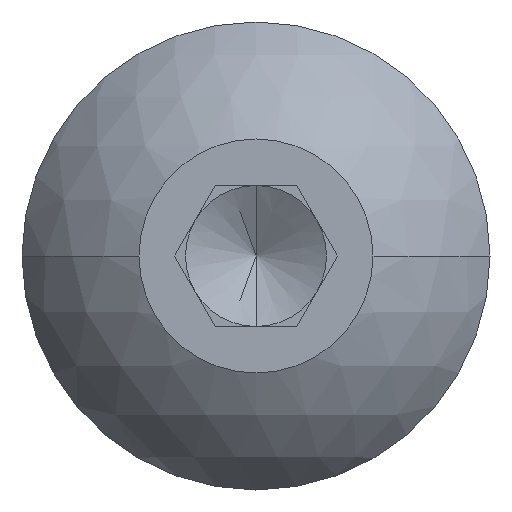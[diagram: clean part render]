
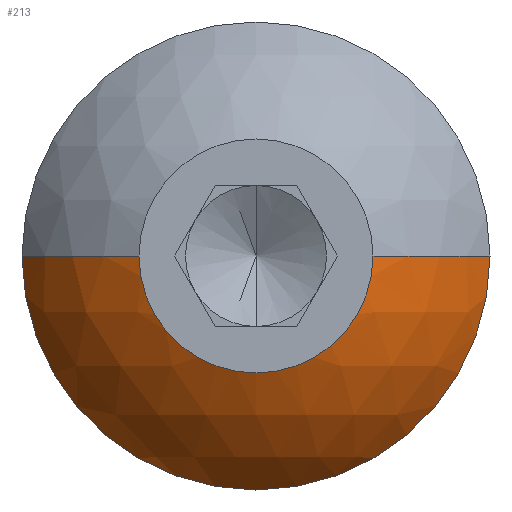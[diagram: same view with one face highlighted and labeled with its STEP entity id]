
A CAD part, left-side view. The second image highlights one B-rep face of the part: STEP entity #213.
In plain terms, the highlighted spherical face has radius 4.584 mm.
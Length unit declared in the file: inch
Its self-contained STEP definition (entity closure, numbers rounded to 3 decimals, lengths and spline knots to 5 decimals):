
#74 = VERTEX_POINT ( 'NONE', #409 ) ;
#85 = VERTEX_POINT ( 'NONE', #393 ) ;
#87 = EDGE_CURVE ( 'NONE', #85, #74, #392, .T. ) ;
#113 = VERTEX_POINT ( 'NONE', #330 ) ;
#114 = ORIENTED_EDGE ( 'NONE', *, *, #115, .T. ) ;
#115 = EDGE_CURVE ( 'NONE', #113, #116, #329, .T. ) ;
#116 = VERTEX_POINT ( 'NONE', #324 ) ;
#117 = ORIENTED_EDGE ( 'NONE', *, *, #118, .F. ) ;
#118 = EDGE_CURVE ( 'NONE', #119, #116, #323, .T. ) ;
#119 = VERTEX_POINT ( 'NONE', #318 ) ;
#120 = ORIENTED_EDGE ( 'NONE', *, *, #121, .F. ) ;
#121 = EDGE_CURVE ( 'NONE', #85, #119, #315, .T. ) ;
#210 = EDGE_LOOP ( 'NONE', ( #214, #215, #114, #117, #120 ) ) ;
#213 = ADVANCED_FACE ( 'NONE', ( #546 ), #545, .T. ) ;
#214 = ORIENTED_EDGE ( 'NONE', *, *, #87, .T. ) ;
#215 = ORIENTED_EDGE ( 'NONE', *, *, #216, .T. ) ;
#216 = EDGE_CURVE ( 'NONE', #74, #113, #539, .T. ) ;
#312 = DIRECTION ( 'NONE',  ( 1., 0., 0. ) ) ;
#313 = DIRECTION ( 'NONE',  ( 0., 0., 1. ) ) ;
#314 = AXIS2_PLACEMENT_3D ( 'NONE', #317, #313, #312 ) ;
#315 = CIRCLE ( 'NONE', #314, 0.18048 ) ;
#317 = CARTESIAN_POINT ( 'NONE',  ( 0.16275, 0., 0. ) ) ;
#318 = CARTESIAN_POINT ( 'NONE',  ( 0., 0.078, 0. ) ) ;
#319 = DIRECTION ( 'NONE',  ( 0., 0., 1. ) ) ;
#320 = DIRECTION ( 'NONE',  ( -1., 0., 0. ) ) ;
#321 = CARTESIAN_POINT ( 'NONE',  ( 0., 0., 0. ) ) ;
#322 = AXIS2_PLACEMENT_3D ( 'NONE', #321, #320, #319 ) ;
#323 = CIRCLE ( 'NONE', #322, 0.078 ) ;
#324 = CARTESIAN_POINT ( 'NONE',  ( 0., -0.078, 0. ) ) ;
#325 = DIRECTION ( 'NONE',  ( 0., 1., 0. ) ) ;
#326 = DIRECTION ( 'NONE',  ( 0., 0., -1. ) ) ;
#327 = CARTESIAN_POINT ( 'NONE',  ( 0.16275, 0., 0. ) ) ;
#328 = AXIS2_PLACEMENT_3D ( 'NONE', #327, #326, #325 ) ;
#329 = CIRCLE ( 'NONE', #328, 0.18048 ) ;
#330 = CARTESIAN_POINT ( 'NONE',  ( 0.072, -0.156, 0. ) ) ;
#388 = DIRECTION ( 'NONE',  ( 0., 0., 1. ) ) ;
#389 = DIRECTION ( 'NONE',  ( -1., 0., 0. ) ) ;
#390 = CARTESIAN_POINT ( 'NONE',  ( 0.072, 0., 0. ) ) ;
#391 = AXIS2_PLACEMENT_3D ( 'NONE', #390, #389, #388 ) ;
#392 = CIRCLE ( 'NONE', #391, 0.156 ) ;
#393 = CARTESIAN_POINT ( 'NONE',  ( 0.072, 0.156, 0. ) ) ;
#409 = CARTESIAN_POINT ( 'NONE',  ( 0.072, 0., -0.156 ) ) ;
#536 = DIRECTION ( 'NONE',  ( 0., 0., 1. ) ) ;
#537 = DIRECTION ( 'NONE',  ( -1., 0., 0. ) ) ;
#538 = AXIS2_PLACEMENT_3D ( 'NONE', #544, #537, #536 ) ;
#539 = CIRCLE ( 'NONE', #538, 0.156 ) ;
#540 = DIRECTION ( 'NONE',  ( 0., 1., 0. ) ) ;
#541 = DIRECTION ( 'NONE',  ( 0., 0., -1. ) ) ;
#542 = CARTESIAN_POINT ( 'NONE',  ( 0.16275, 0., 0. ) ) ;
#543 = AXIS2_PLACEMENT_3D ( 'NONE', #542, #541, #540 ) ;
#544 = CARTESIAN_POINT ( 'NONE',  ( 0.072, 0., 0. ) ) ;
#545 = SPHERICAL_SURFACE ( 'NONE', #543, 0.18048 ) ;
#546 = FACE_OUTER_BOUND ( 'NONE', #210, .T. ) ;
